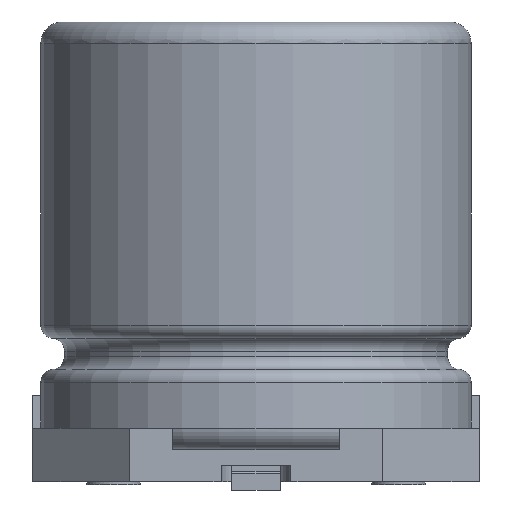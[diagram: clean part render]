
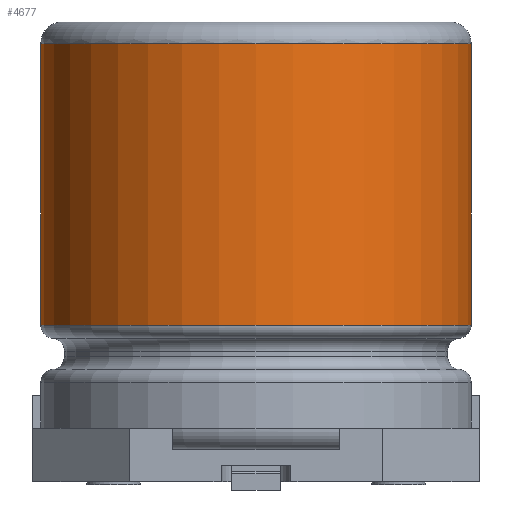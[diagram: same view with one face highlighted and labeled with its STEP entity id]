
A CAD part, left-side view. The second image highlights one B-rep face of the part: STEP entity #4677.
In plain terms, the highlighted cylindrical face has radius 4 mm (diameter 8 mm), a full revolution.
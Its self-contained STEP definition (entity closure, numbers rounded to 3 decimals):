
#1242=ORIENTED_EDGE('',*,*,#2149,.T.);
#1243=ORIENTED_EDGE('',*,*,#2146,.T.);
#2146=EDGE_CURVE('',#2606,#2606,#2824,.T.);
#2149=EDGE_CURVE('',#2609,#2609,#2827,.T.);
#2606=VERTEX_POINT('',#7065);
#2609=VERTEX_POINT('',#7073);
#2824=CIRCLE('',#4921,4.);
#2827=CIRCLE('',#4926,4.);
#2967=EDGE_LOOP('',(#1242));
#2968=EDGE_LOOP('',(#1243));
#3232=FACE_BOUND('',#2967,.T.);
#3233=FACE_BOUND('',#2968,.T.);
#3422=CYLINDRICAL_SURFACE('',#4932,4.);
#4677=ADVANCED_FACE('',(#3232,#3233),#3422,.T.);
#4921=AXIS2_PLACEMENT_3D('',#7064,#5442,#5443);
#4926=AXIS2_PLACEMENT_3D('',#7072,#5452,#5453);
#4932=AXIS2_PLACEMENT_3D('',#7095,#5464,#5465);
#5442=DIRECTION('',(0.,0.,-1.));
#5443=DIRECTION('',(0.,1.,0.));
#5452=DIRECTION('',(0.,0.,1.));
#5453=DIRECTION('',(0.,-1.,0.));
#5464=DIRECTION('',(0.,0.,-1.));
#5465=DIRECTION('',(0.,-1.,0.));
#7064=CARTESIAN_POINT('',(0.,0.,8.15));
#7065=CARTESIAN_POINT('',(0.,4.,8.15));
#7072=CARTESIAN_POINT('',(0.,0.,2.911));
#7073=CARTESIAN_POINT('',(0.,-4.,2.911));
#7095=CARTESIAN_POINT('',(0.,0.,10.5));
